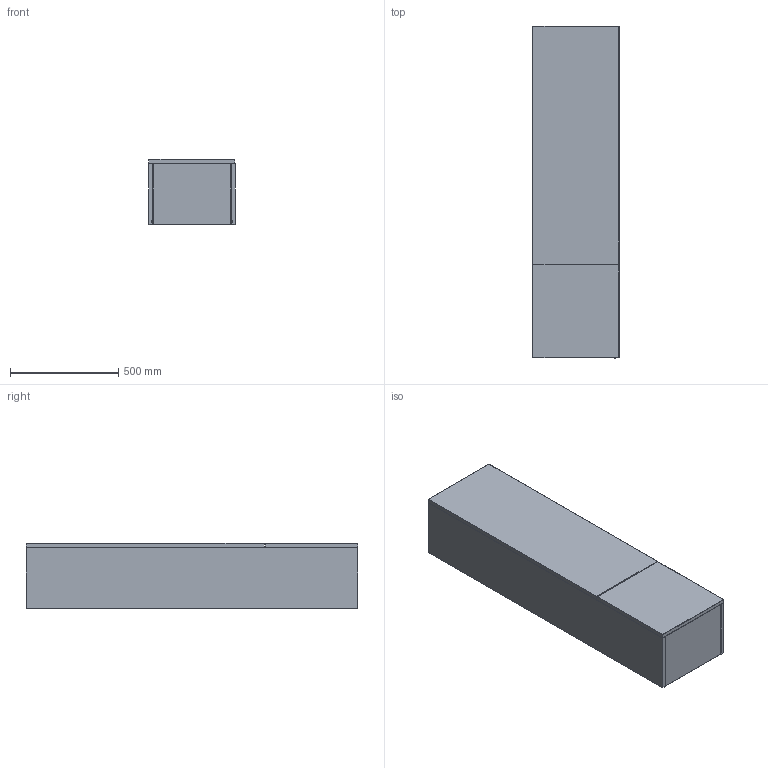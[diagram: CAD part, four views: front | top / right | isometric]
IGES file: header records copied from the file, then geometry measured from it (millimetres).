
Start section: SolidWorks IGES file using analytic representation for surfaces
Global section: file name: PR040W_v10324.IGS; native system: SolidWorks 2019; preprocessor: SolidWorks 2019; author: AdamJonesSaneux; date: 200324.151251; units: millimetre
Bounding box: 400 x 1532 x 301 mm (x, y, z)
Surface area: 6193270.2 mm2 (no closed solid volume)
Topology: 0 solids, 0 shells, 316 faces, 2376 edges, 2320 vertices
Faces by surface type: revolution 210, bspline 106
